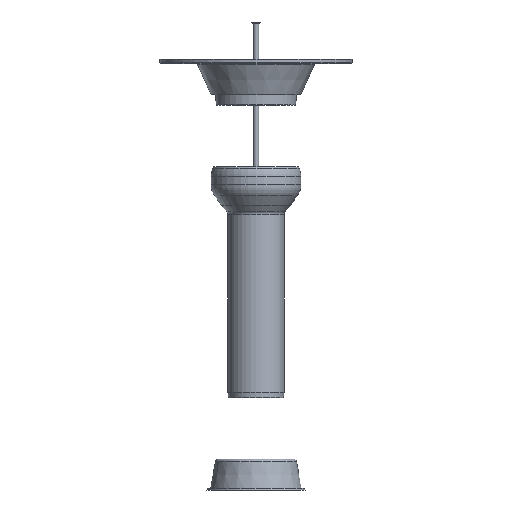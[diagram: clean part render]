
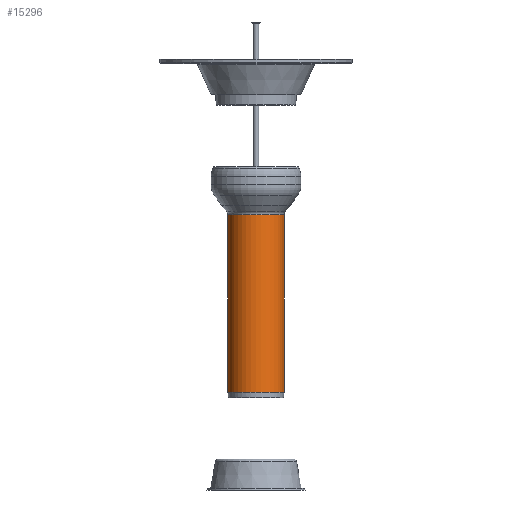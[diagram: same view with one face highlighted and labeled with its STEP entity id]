
A CAD part, front view. The second image highlights one B-rep face of the part: STEP entity #15296.
In plain terms, the highlighted cylindrical face has radius 365 mm (diameter 730 mm), a full revolution.
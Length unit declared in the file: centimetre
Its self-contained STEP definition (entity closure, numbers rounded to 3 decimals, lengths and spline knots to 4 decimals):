
#1713=LINE('',#22275,#2315);
#2315=VECTOR('',#18148,36.5);
#2917=CYLINDRICAL_SURFACE('',#16375,36.5);
#3177=FACE_OUTER_BOUND('',#4245,.T.);
#4245=EDGE_LOOP('',(#10207,#10208,#10209,#10210,#10211,#10212));
#5329=CIRCLE('',#16372,36.5);
#5330=CIRCLE('',#16373,36.5);
#5332=CIRCLE('',#16376,36.5);
#5333=CIRCLE('',#16377,36.5);
#6262=VERTEX_POINT('',#22267);
#6263=VERTEX_POINT('',#22269);
#6264=VERTEX_POINT('',#22274);
#6265=VERTEX_POINT('',#22276);
#7707=EDGE_CURVE('',#6262,#6263,#5329,.T.);
#7708=EDGE_CURVE('',#6263,#6262,#5330,.T.);
#7710=EDGE_CURVE('',#6263,#6264,#1713,.T.);
#7711=EDGE_CURVE('',#6264,#6265,#5332,.T.);
#7712=EDGE_CURVE('',#6265,#6264,#5333,.T.);
#10207=ORIENTED_EDGE('',*,*,#7707,.F.);
#10208=ORIENTED_EDGE('',*,*,#7708,.F.);
#10209=ORIENTED_EDGE('',*,*,#7710,.T.);
#10210=ORIENTED_EDGE('',*,*,#7711,.T.);
#10211=ORIENTED_EDGE('',*,*,#7712,.T.);
#10212=ORIENTED_EDGE('',*,*,#7710,.F.);
#15296=ADVANCED_FACE('',(#3177),#2917,.T.);
#16372=AXIS2_PLACEMENT_3D('',#22270,#18140,#18141);
#16373=AXIS2_PLACEMENT_3D('',#22271,#18142,#18143);
#16375=AXIS2_PLACEMENT_3D('',#22273,#18146,#18147);
#16376=AXIS2_PLACEMENT_3D('',#22277,#18149,#18150);
#16377=AXIS2_PLACEMENT_3D('',#22278,#18151,#18152);
#18140=DIRECTION('center_axis',(0.,0.,
-1.));
#18141=DIRECTION('ref_axis',(1.,0.,0.));
#18142=DIRECTION('center_axis',(0.,0.,
-1.));
#18143=DIRECTION('ref_axis',(1.,0.,0.));
#18146=DIRECTION('center_axis',(0.,0.,
-1.));
#18147=DIRECTION('ref_axis',(-1.,0.,0.));
#18148=DIRECTION('',(0.,0.,1.));
#18149=DIRECTION('center_axis',(0.,0.,
-1.));
#18150=DIRECTION('ref_axis',(1.,0.,0.));
#18151=DIRECTION('center_axis',(0.,0.,
-1.));
#18152=DIRECTION('ref_axis',(1.,0.,0.));
#22267=CARTESIAN_POINT('',(0.,-36.5,152.0437));
#22269=CARTESIAN_POINT('',(36.5,0.,152.0437));
#22270=CARTESIAN_POINT('Origin',(0.,0.,152.0437));
#22271=CARTESIAN_POINT('Origin',(0.,0.,152.0437));
#22273=CARTESIAN_POINT('Origin',(0.,0.,
267.4477));
#22274=CARTESIAN_POINT('',(36.5,0.,382.8953));
#22275=CARTESIAN_POINT('',(36.5,0.,267.4477));
#22276=CARTESIAN_POINT('',(0.,-36.5,382.8953));
#22277=CARTESIAN_POINT('Origin',(0.,0.,
382.8953));
#22278=CARTESIAN_POINT('Origin',(0.,0.,
382.8953));
